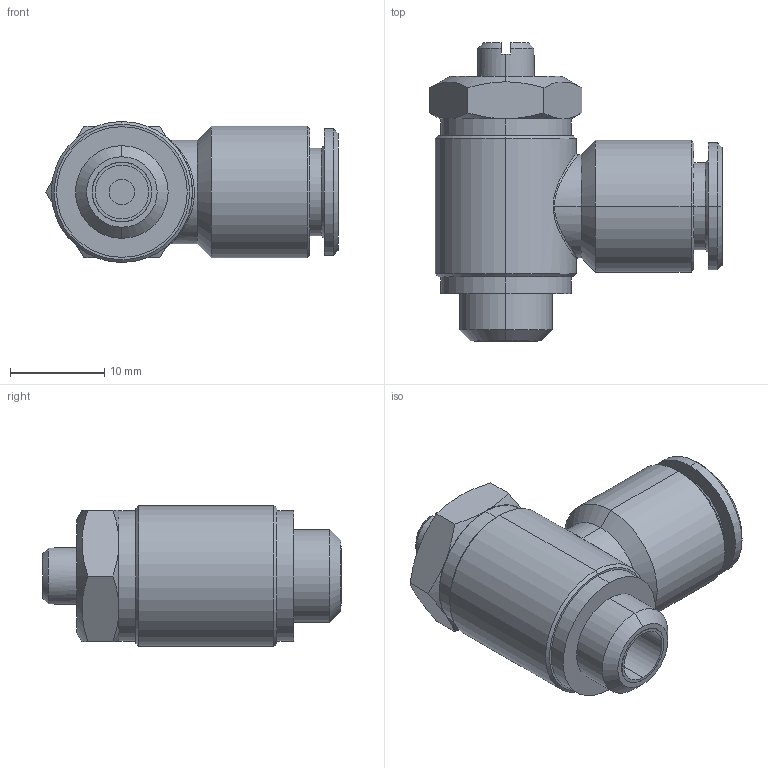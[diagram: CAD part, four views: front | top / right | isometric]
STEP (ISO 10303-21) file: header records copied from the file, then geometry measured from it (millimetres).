
FILE_DESCRIPTION (( 'STEP AP203' ), '1' );
FILE_NAME ('04290C41.STEP', '2010-05-11T13:08:16', ( '' ), ( 'sopra-pneumatic' ), 'SwSTEP 2.0', 'SolidWorks 2009', '' );
FILE_SCHEMA (( 'CONFIG_CONTROL_DESIGN' ));
Length unit declared in the file: millimetre
Products named in the file (1): 04290C41
Bounding box: 31.08 x 31.74 x 15 mm (x, y, z)
Volume: 5566.9 mm3; surface area: 3067.1 mm2
Topology: 1 solids, 3 shells, 85 faces, 177 edges, 110 vertices
Faces by surface type: cylinder 29, cone 28, plane 26, bspline 2
Entity records: 3484 total; most frequent: CARTESIAN_POINT 1594, DIRECTION 395, ORIENTED_EDGE 354, EDGE_CURVE 177, AXIS2_PLACEMENT_3D 167, VERTEX_POINT 110, EDGE_LOOP 97, ADVANCED_FACE 85
